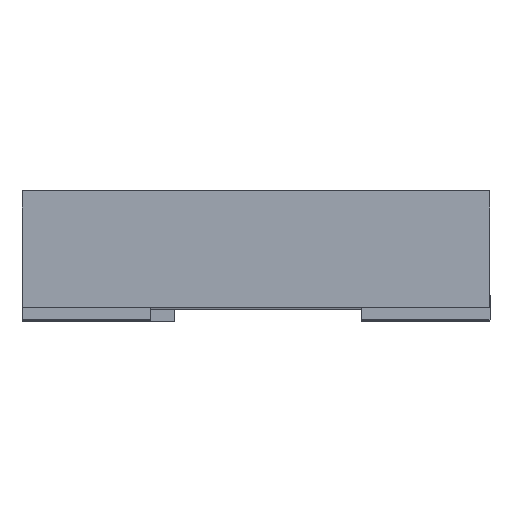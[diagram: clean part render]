
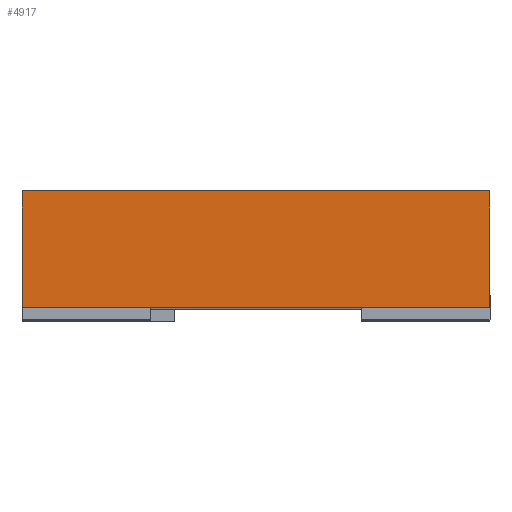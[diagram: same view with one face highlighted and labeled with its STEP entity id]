
A CAD part, top view. The second image highlights one B-rep face of the part: STEP entity #4917.
In plain terms, the highlighted planar face has unit normal (0, 0, 1).
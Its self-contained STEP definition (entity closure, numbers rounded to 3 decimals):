
#125 = VECTOR ( 'NONE', #2832, 1000. ) ;
#501 = PLANE ( 'NONE',  #2888 ) ;
#743 = VECTOR ( 'NONE', #5265, 1000. ) ;
#836 = CARTESIAN_POINT ( 'NONE',  ( -1., 0.55, 2. ) ) ;
#926 = DIRECTION ( 'NONE',  ( 1., 0., 0. ) ) ;
#955 = ORIENTED_EDGE ( 'NONE', *, *, #6142, .F. ) ;
#1349 = LINE ( 'NONE', #2801, #4666 ) ;
#1392 = CARTESIAN_POINT ( 'NONE',  ( -1., 0.05, 2. ) ) ;
#1560 = EDGE_LOOP ( 'NONE', ( #4267, #4182, #955, #6087 ) ) ;
#1609 = CARTESIAN_POINT ( 'NONE',  ( 1., 0.05, 2. ) ) ;
#1748 = LINE ( 'NONE', #1800, #125 ) ;
#1800 = CARTESIAN_POINT ( 'NONE',  ( -1., -4.472, 2. ) ) ;
#2447 = DIRECTION ( 'NONE',  ( 0., 0., 1. ) ) ;
#2676 = DIRECTION ( 'NONE',  ( 0., 1., 0. ) ) ;
#2801 = CARTESIAN_POINT ( 'NONE',  ( -1., 0.55, 2. ) ) ;
#2832 = DIRECTION ( 'NONE',  ( 0., 1., 0. ) ) ;
#2888 = AXIS2_PLACEMENT_3D ( 'NONE', #5916, #2447, #926 ) ;
#3339 = VERTEX_POINT ( 'NONE', #3556 ) ;
#3556 = CARTESIAN_POINT ( 'NONE',  ( 1., 0.55, 2. ) ) ;
#3812 = DIRECTION ( 'NONE',  ( 1., 0., 0. ) ) ;
#4182 = ORIENTED_EDGE ( 'NONE', *, *, #4756, .T. ) ;
#4267 = ORIENTED_EDGE ( 'NONE', *, *, #6089, .F. ) ;
#4382 = EDGE_CURVE ( 'NONE', #5502, #4393, #1748, .T. ) ;
#4393 = VERTEX_POINT ( 'NONE', #836 ) ;
#4666 = VECTOR ( 'NONE', #3812, 1000. ) ;
#4688 = VERTEX_POINT ( 'NONE', #1609 ) ;
#4718 = CARTESIAN_POINT ( 'NONE',  ( -1., 0.05, 2. ) ) ;
#4756 = EDGE_CURVE ( 'NONE', #4688, #3339, #5670, .T. ) ;
#4817 = VECTOR ( 'NONE', #2676, 1000. ) ;
#4917 = ADVANCED_FACE ( 'NONE', ( #5041 ), #501, .T. ) ;
#4970 = LINE ( 'NONE', #4718, #743 ) ;
#5041 = FACE_OUTER_BOUND ( 'NONE', #1560, .T. ) ;
#5265 = DIRECTION ( 'NONE',  ( -1., 0., 0. ) ) ;
#5502 = VERTEX_POINT ( 'NONE', #1392 ) ;
#5627 = CARTESIAN_POINT ( 'NONE',  ( 1., -4.472, 2. ) ) ;
#5670 = LINE ( 'NONE', #5627, #4817 ) ;
#5916 = CARTESIAN_POINT ( 'NONE',  ( -1., -4.472, 2. ) ) ;
#6087 = ORIENTED_EDGE ( 'NONE', *, *, #4382, .F. ) ;
#6089 = EDGE_CURVE ( 'NONE', #4688, #5502, #4970, .T. ) ;
#6142 = EDGE_CURVE ( 'NONE', #4393, #3339, #1349, .T. ) ;
